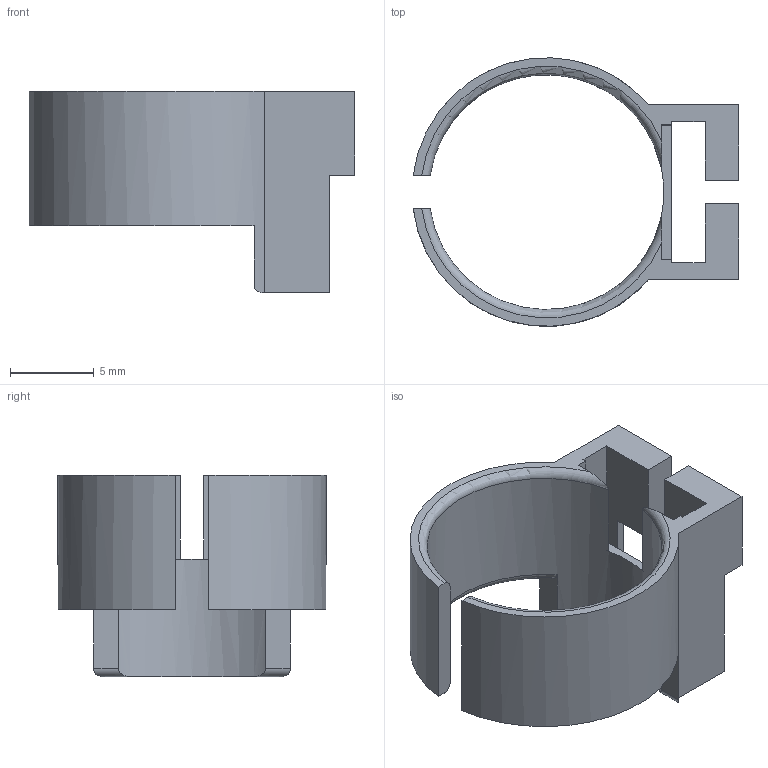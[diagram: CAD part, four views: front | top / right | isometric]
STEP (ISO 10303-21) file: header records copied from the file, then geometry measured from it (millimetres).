
FILE_DESCRIPTION(('FreeCAD Model'),'2;1');
FILE_NAME('Open CASCADE Shape Model','2024-07-31T23:19:17',('Author'),( ''),'Open CASCADE STEP processor 7.6','FreeCAD','Unknown');
FILE_SCHEMA(('AUTOMOTIVE_DESIGN { 1 0 10303 214 1 1 1 1 }'));
Length unit declared in the file: millimetre
Products named in the file (2): Part1; SOLID
Assembly tree (1 placements, depth 2):
  Part1
    SOLID
Bounding box: 19.39 x 15.99 x 12 mm (x, y, z)
Volume: 538.2 mm3; surface area: 1203 mm2
Topology: 1 solids, 1 shells, 46 faces, 127 edges, 83 vertices
Faces by surface type: plane 37, cylinder 5, torus 4
Entity records: 1570 total; most frequent: CARTESIAN_POINT 372, ORIENTED_EDGE 254, DIRECTION 224, EDGE_CURVE 127, LINE 94, VECTOR 94, VERTEX_POINT 83, AXIS2_PLACEMENT_3D 65
